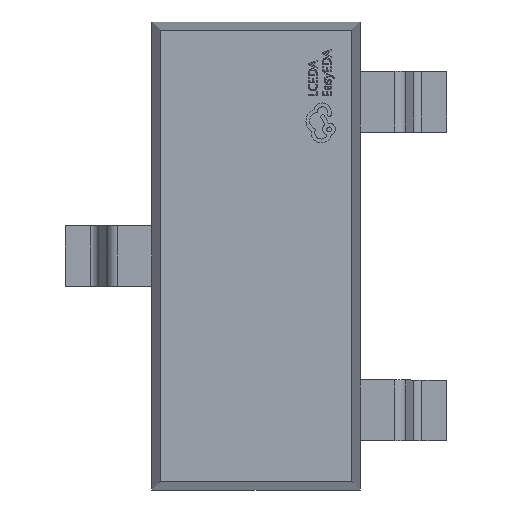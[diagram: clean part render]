
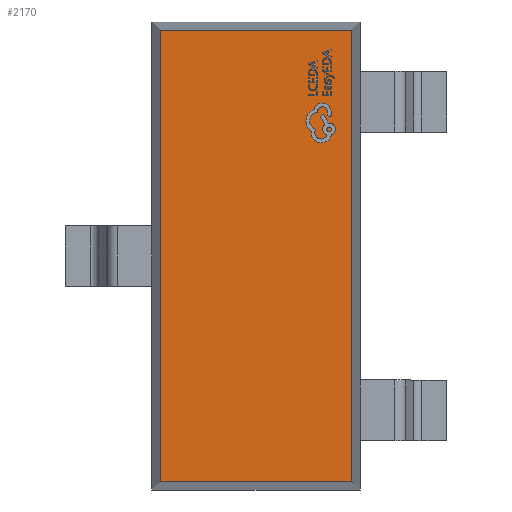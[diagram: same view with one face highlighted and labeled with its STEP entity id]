
A CAD part, top view. The second image highlights one B-rep face of the part: STEP entity #2170.
In plain terms, the highlighted planar face has unit normal (0, 0, 1).
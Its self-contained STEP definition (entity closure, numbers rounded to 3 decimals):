
#32 = LINE ( 'NONE', #8789, #2530 ) ;
#206 = LINE ( 'NONE', #1466, #5648 ) ;
#895 = EDGE_CURVE ( 'NONE', #1091, #8219, #1369, .T. ) ;
#1091 = VERTEX_POINT ( 'NONE', #10382 ) ;
#1179 = VERTEX_POINT ( 'NONE', #12363 ) ;
#1369 = LINE ( 'NONE', #6296, #9210 ) ;
#1454 = CARTESIAN_POINT ( 'NONE',  ( -0.552, -1.302, 0.55 ) ) ;
#1466 = CARTESIAN_POINT ( 'NONE',  ( 0.6, 1.302, 0.55 ) ) ;
#1628 = AXIS2_PLACEMENT_3D ( 'NONE', #13200, #4357, #15487 ) ;
#2170 = ADVANCED_FACE ( 'NONE', ( #15153 ), #9892, .T. ) ;
#2530 = VECTOR ( 'NONE', #12632, 1000. ) ;
#3861 = ORIENTED_EDGE ( 'NONE', *, *, #15915, .T. ) ;
#4290 = EDGE_LOOP ( 'NONE', ( #3861, #5981, #9845, #12999 ) ) ;
#4357 = DIRECTION ( 'NONE',  ( 0., 0., 1. ) ) ;
#5523 = VERTEX_POINT ( 'NONE', #1454 ) ;
#5648 = VECTOR ( 'NONE', #7993, 1000. ) ;
#5981 = ORIENTED_EDGE ( 'NONE', *, *, #8068, .T. ) ;
#6296 = CARTESIAN_POINT ( 'NONE',  ( 0.552, -1.35, 0.55 ) ) ;
#6369 = DIRECTION ( 'NONE',  ( 0., 1., 0. ) ) ;
#7417 = CARTESIAN_POINT ( 'NONE',  ( 0.552, 1.302, 0.55 ) ) ;
#7993 = DIRECTION ( 'NONE',  ( -1., 0., 0. ) ) ;
#8068 = EDGE_CURVE ( 'NONE', #5523, #1091, #14938, .T. ) ;
#8154 = VECTOR ( 'NONE', #9980, 1000. ) ;
#8219 = VERTEX_POINT ( 'NONE', #7417 ) ;
#8789 = CARTESIAN_POINT ( 'NONE',  ( -0.552, -1.35, 0.55 ) ) ;
#9210 = VECTOR ( 'NONE', #6369, 1000. ) ;
#9845 = ORIENTED_EDGE ( 'NONE', *, *, #895, .T. ) ;
#9892 = PLANE ( 'NONE',  #1628 ) ;
#9980 = DIRECTION ( 'NONE',  ( 1., 0., 0. ) ) ;
#10382 = CARTESIAN_POINT ( 'NONE',  ( 0.552, -1.302, 0.55 ) ) ;
#11213 = CARTESIAN_POINT ( 'NONE',  ( 0.6, -1.302, 0.55 ) ) ;
#12363 = CARTESIAN_POINT ( 'NONE',  ( -0.552, 1.302, 0.55 ) ) ;
#12632 = DIRECTION ( 'NONE',  ( 0., -1., 0. ) ) ;
#12999 = ORIENTED_EDGE ( 'NONE', *, *, #14906, .T. ) ;
#13200 = CARTESIAN_POINT ( 'NONE',  ( 0., 0., 0.55 ) ) ;
#14906 = EDGE_CURVE ( 'NONE', #8219, #1179, #206, .T. ) ;
#14938 = LINE ( 'NONE', #11213, #8154 ) ;
#15153 = FACE_OUTER_BOUND ( 'NONE', #4290, .T. ) ;
#15487 = DIRECTION ( 'NONE',  ( 1., 0., 0. ) ) ;
#15915 = EDGE_CURVE ( 'NONE', #1179, #5523, #32, .T. ) ;
